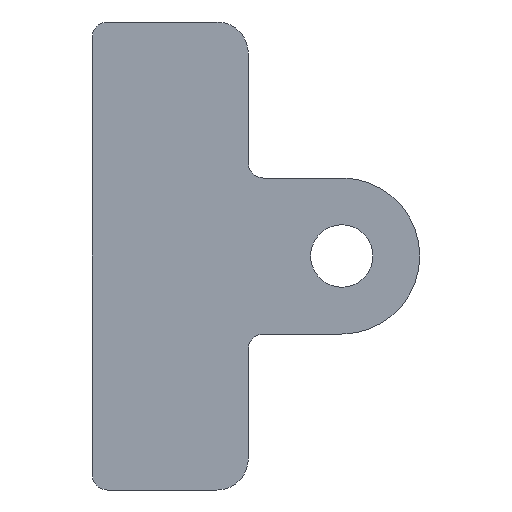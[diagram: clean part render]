
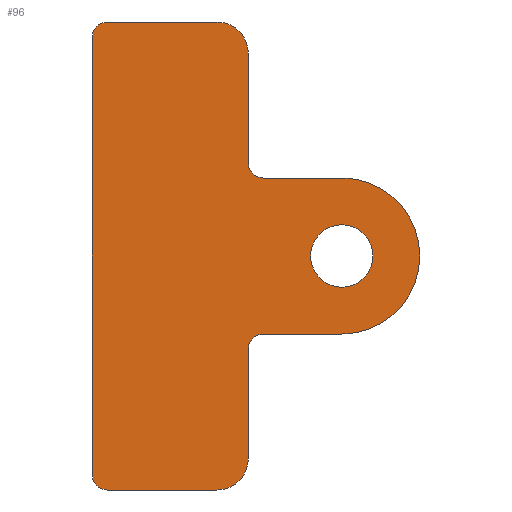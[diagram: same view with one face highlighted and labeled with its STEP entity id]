
A CAD part, front view. The second image highlights one B-rep face of the part: STEP entity #96.
In plain terms, the highlighted planar face has unit normal (0, -1, 0).
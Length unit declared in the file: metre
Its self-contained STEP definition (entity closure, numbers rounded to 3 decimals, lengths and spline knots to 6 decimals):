
#96=ADVANCED_FACE('1:1232',(#199,#200),#201,.F.);
#199=FACE_OUTER_BOUND('',#304,.T.);
#200=FACE_BOUND('',#305,.T.);
#201=PLANE('',#306);
#304=EDGE_LOOP('',(#524,#525,#526,#527,#528,#529,#530,#531,#532,#533,#534,#535,#536,#537,#538,#539,#540,#541,#542,#543,#544));
#305=EDGE_LOOP('',(#545,#546,#547));
#306=AXIS2_PLACEMENT_3D('',#548,#549,#550);
#524=ORIENTED_EDGE('',*,*,#669,.F.);
#525=ORIENTED_EDGE('',*,*,#689,.F.);
#526=ORIENTED_EDGE('',*,*,#695,.F.);
#527=ORIENTED_EDGE('',*,*,#664,.F.);
#528=ORIENTED_EDGE('',*,*,#713,.T.);
#529=ORIENTED_EDGE('',*,*,#718,.F.);
#530=ORIENTED_EDGE('',*,*,#654,.F.);
#531=ORIENTED_EDGE('',*,*,#723,.F.);
#532=ORIENTED_EDGE('',*,*,#724,.F.);
#533=ORIENTED_EDGE('',*,*,#644,.F.);
#534=ORIENTED_EDGE('',*,*,#725,.T.);
#535=ORIENTED_EDGE('',*,*,#726,.F.);
#536=ORIENTED_EDGE('',*,*,#639,.F.);
#537=ORIENTED_EDGE('',*,*,#727,.T.);
#538=ORIENTED_EDGE('',*,*,#647,.F.);
#539=ORIENTED_EDGE('',*,*,#728,.F.);
#540=ORIENTED_EDGE('',*,*,#720,.T.);
#541=ORIENTED_EDGE('',*,*,#657,.F.);
#542=ORIENTED_EDGE('',*,*,#716,.F.);
#543=ORIENTED_EDGE('',*,*,#729,.T.);
#544=ORIENTED_EDGE('',*,*,#691,.F.);
#545=ORIENTED_EDGE('',*,*,#730,.T.);
#546=ORIENTED_EDGE('',*,*,#634,.T.);
#547=ORIENTED_EDGE('',*,*,#731,.T.);
#548=CARTESIAN_POINT('',(-0.0775,-0.005,0.005));
#549=DIRECTION('',(-0.0,1.0,0.0));
#550=DIRECTION('',(1.0,0.0,0.0));
#634=EDGE_CURVE('',#747,#751,#753,.T.);
#639=EDGE_CURVE('1:1379',#760,#756,#762,.T.);
#644=EDGE_CURVE('1:1373',#769,#765,#771,.T.);
#647=EDGE_CURVE('',#773,#776,#777,.T.);
#654=EDGE_CURVE('1:1358',#787,#783,#789,.T.);
#657=EDGE_CURVE('',#791,#794,#795,.T.);
#664=EDGE_CURVE('1:1298',#805,#801,#807,.T.);
#669=EDGE_CURVE('1:1289',#814,#810,#816,.T.);
#689=EDGE_CURVE('1:1286',#844,#814,#846,.F.);
#691=EDGE_CURVE('',#810,#848,#849,.T.);
#695=EDGE_CURVE('',#801,#844,#854,.T.);
#713=EDGE_CURVE('1:1346',#805,#877,#879,.T.);
#716=EDGE_CURVE('1:1352',#881,#791,#883,.T.);
#718=EDGE_CURVE('',#783,#877,#885,.T.);
#720=EDGE_CURVE('1:1364',#887,#794,#888,.F.);
#723=EDGE_CURVE('1:1370',#891,#787,#892,.F.);
#724=EDGE_CURVE('',#765,#891,#893,.T.);
#725=EDGE_CURVE('1:1376',#769,#894,#895,.F.);
#726=EDGE_CURVE('',#756,#894,#896,.T.);
#727=EDGE_CURVE('1:1382',#760,#776,#897,.T.);
#728=EDGE_CURVE('1:1385',#887,#773,#898,.T.);
#729=EDGE_CURVE('1:1388',#881,#848,#899,.T.);
#730=EDGE_CURVE('1:1391',#900,#747,#901,.T.);
#731=EDGE_CURVE('',#751,#900,#902,.T.);
#747=VERTEX_POINT('',#918);
#751=VERTEX_POINT('',#923);
#753=CIRCLE('',#926,0.002);
#756=VERTEX_POINT('',#929);
#760=VERTEX_POINT('',#934);
#762=CIRCLE('',#937,0.005);
#765=VERTEX_POINT('',#940);
#769=VERTEX_POINT('',#945);
#771=CIRCLE('',#948,0.001);
#773=VERTEX_POINT('',#950);
#776=VERTEX_POINT('',#954);
#777=CIRCLE('',#955,0.001);
#783=VERTEX_POINT('',#962);
#787=VERTEX_POINT('',#967);
#789=CIRCLE('',#970,0.002);
#791=VERTEX_POINT('',#972);
#794=VERTEX_POINT('',#976);
#795=CIRCLE('',#977,0.002);
#801=VERTEX_POINT('',#984);
#805=VERTEX_POINT('',#989);
#807=CIRCLE('',#992,0.001);
#810=VERTEX_POINT('',#995);
#814=VERTEX_POINT('',#1000);
#816=CIRCLE('',#1003,0.001);
#844=VERTEX_POINT('',#1036);
#846=LINE('',#1039,#1040);
#848=VERTEX_POINT('',#1042);
#849=CIRCLE('',#1043,0.001);
#854=CIRCLE('',#1049,0.001);
#877=VERTEX_POINT('',#1078);
#879=LINE('',#1081,#1082);
#881=VERTEX_POINT('',#1084);
#883=CIRCLE('',#1087,0.002);
#885=CIRCLE('',#1089,0.002);
#887=VERTEX_POINT('',#1091);
#888=LINE('',#1092,#1093);
#891=VERTEX_POINT('',#1097);
#892=LINE('',#1098,#1099);
#893=CIRCLE('',#1100,0.001);
#894=VERTEX_POINT('',#1101);
#895=LINE('',#1102,#1103);
#896=CIRCLE('',#1104,0.005);
#897=LINE('',#1105,#1106);
#898=CIRCLE('',#1107,0.001);
#899=LINE('',#1108,#1109);
#900=VERTEX_POINT('',#1110);
#901=CIRCLE('',#1111,0.002);
#902=CIRCLE('',#1112,0.002);
#918=CARTESIAN_POINT('',(-0.077,-0.005,0.005));
#923=CARTESIAN_POINT('',(-0.073,-0.005,0.005));
#926=AXIS2_PLACEMENT_3D('',#1133,#1134,#1135);
#929=CARTESIAN_POINT('',(-0.07,-0.005,0.005));
#934=CARTESIAN_POINT('',(-0.075,-0.005,0.01));
#937=AXIS2_PLACEMENT_3D('',#1141,#1142,#1143);
#940=CARTESIAN_POINT('',(-0.080707,-0.005,-0.000293));
#945=CARTESIAN_POINT('',(-0.08,-0.005,0.0));
#948=AXIS2_PLACEMENT_3D('',#1149,#1150,#1151);
#950=CARTESIAN_POINT('',(-0.080707,-0.005,0.010293));
#954=CARTESIAN_POINT('',(-0.08,-0.005,0.01));
#955=AXIS2_PLACEMENT_3D('',#1153,#1154,#1155);
#962=CARTESIAN_POINT('',(-0.081586,-0.005,-0.009414));
#967=CARTESIAN_POINT('',(-0.081,-0.005,-0.008));
#970=AXIS2_PLACEMENT_3D('',#1165,#1166,#1167);
#972=CARTESIAN_POINT('',(-0.081586,-0.005,0.019414));
#976=CARTESIAN_POINT('',(-0.081,-0.005,0.018));
#977=AXIS2_PLACEMENT_3D('',#1169,#1170,#1171);
#984=CARTESIAN_POINT('',(-0.090707,-0.005,-0.009707));
#989=CARTESIAN_POINT('',(-0.09,-0.005,-0.01));
#992=AXIS2_PLACEMENT_3D('',#1181,#1182,#1183);
#995=CARTESIAN_POINT('',(-0.090707,-0.005,0.019707));
#1000=CARTESIAN_POINT('',(-0.091,-0.005,0.019));
#1003=AXIS2_PLACEMENT_3D('',#1189,#1190,#1191);
#1036=CARTESIAN_POINT('',(-0.091,-0.005,-0.009));
#1039=CARTESIAN_POINT('',(-0.091,-0.005,0.0075));
#1040=VECTOR('',#1222,1.0);
#1042=CARTESIAN_POINT('',(-0.09,-0.005,0.02));
#1043=AXIS2_PLACEMENT_3D('',#1223,#1224,#1225);
#1049=AXIS2_PLACEMENT_3D('',#1230,#1231,#1232);
#1078=CARTESIAN_POINT('',(-0.083,-0.005,-0.01));
#1081=CARTESIAN_POINT('',(-0.07825,-0.005,-0.01));
#1082=VECTOR('',#1264,1.0);
#1084=CARTESIAN_POINT('',(-0.083,-0.005,0.02));
#1087=AXIS2_PLACEMENT_3D('',#1266,#1267,#1268);
#1089=AXIS2_PLACEMENT_3D('',#1269,#1270,#1271);
#1091=CARTESIAN_POINT('',(-0.081,-0.005,0.011));
#1092=CARTESIAN_POINT('',(-0.081,-0.005,0.0075));
#1093=VECTOR('',#1272,1.0);
#1097=CARTESIAN_POINT('',(-0.081,-0.005,-0.001));
#1098=CARTESIAN_POINT('',(-0.081,-0.005,0.0025));
#1099=VECTOR('',#1274,1.0);
#1100=AXIS2_PLACEMENT_3D('',#1275,#1276,#1277);
#1101=CARTESIAN_POINT('',(-0.075,-0.005,0.));
#1102=CARTESIAN_POINT('',(-0.07825,-0.005,0.0));
#1103=VECTOR('',#1278,1.0);
#1104=AXIS2_PLACEMENT_3D('',#1279,#1280,#1281);
#1105=CARTESIAN_POINT('',(-0.075,-0.005,0.01));
#1106=VECTOR('',#1282,1.0);
#1107=AXIS2_PLACEMENT_3D('',#1283,#1284,#1285);
#1108=CARTESIAN_POINT('',(-0.07825,-0.005,0.02));
#1109=VECTOR('',#1286,1.0);
#1110=CARTESIAN_POINT('',(-0.075,-0.005,0.003));
#1111=AXIS2_PLACEMENT_3D('',#1287,#1288,#1289);
#1112=AXIS2_PLACEMENT_3D('',#1290,#1291,#1292);
#1133=CARTESIAN_POINT('',(-0.075,-0.005,0.005));
#1134=DIRECTION('',(0.0,1.0,0.0));
#1135=DIRECTION('',(-1.0,0.0,0.0));
#1141=CARTESIAN_POINT('',(-0.075,-0.005,0.005));
#1142=DIRECTION('',(0.0,1.0,0.0));
#1143=DIRECTION('',(-1.0,0.0,0.0));
#1149=CARTESIAN_POINT('',(-0.08,-0.005,-0.001));
#1150=DIRECTION('',(-0.0,-1.0,0.0));
#1151=DIRECTION('',(-0.707,0.0,0.707));
#1153=CARTESIAN_POINT('',(-0.08,-0.005,0.011));
#1154=DIRECTION('',(0.0,-1.0,-0.0));
#1155=DIRECTION('',(-0.707,0.0,-0.707));
#1165=CARTESIAN_POINT('',(-0.083,-0.005,-0.008));
#1166=DIRECTION('',(0.0,1.0,0.0));
#1167=DIRECTION('',(0.707,0.0,-0.707));
#1169=CARTESIAN_POINT('',(-0.083,-0.005,0.018));
#1170=DIRECTION('',(-0.0,1.0,0.0));
#1171=DIRECTION('',(0.707,0.0,0.707));
#1181=CARTESIAN_POINT('',(-0.09,-0.005,-0.009));
#1182=DIRECTION('',(0.0,1.0,0.0));
#1183=DIRECTION('',(-0.707,0.0,-0.707));
#1189=CARTESIAN_POINT('',(-0.09,-0.005,0.019));
#1190=DIRECTION('',(0.0,1.0,-0.0));
#1191=DIRECTION('',(-0.707,0.0,0.707));
#1222=DIRECTION('',(0.0,0.0,-1.0));
#1223=CARTESIAN_POINT('',(-0.09,-0.005,0.019));
#1224=DIRECTION('',(0.0,1.0,-0.0));
#1225=DIRECTION('',(-0.707,0.0,0.707));
#1230=CARTESIAN_POINT('',(-0.09,-0.005,-0.009));
#1231=DIRECTION('',(0.0,1.0,0.0));
#1232=DIRECTION('',(-0.707,0.0,-0.707));
#1264=DIRECTION('',(1.0,0.0,0.0));
#1266=CARTESIAN_POINT('',(-0.083,-0.005,0.018));
#1267=DIRECTION('',(-0.0,1.0,0.0));
#1268=DIRECTION('',(0.707,0.0,0.707));
#1269=CARTESIAN_POINT('',(-0.083,-0.005,-0.008));
#1270=DIRECTION('',(0.0,1.0,0.0));
#1271=DIRECTION('',(0.707,0.0,-0.707));
#1272=DIRECTION('',(0.0,0.0,-1.0));
#1274=DIRECTION('',(0.0,-0.0,1.0));
#1275=CARTESIAN_POINT('',(-0.08,-0.005,-0.001));
#1276=DIRECTION('',(-0.0,-1.0,0.0));
#1277=DIRECTION('',(-0.707,0.0,0.707));
#1278=DIRECTION('',(-1.0,-0.0,0.0));
#1279=CARTESIAN_POINT('',(-0.075,-0.005,0.005));
#1280=DIRECTION('',(0.0,1.0,0.0));
#1281=DIRECTION('',(-1.0,0.0,0.0));
#1282=DIRECTION('',(-1.0,0.0,0.0));
#1283=CARTESIAN_POINT('',(-0.08,-0.005,0.011));
#1284=DIRECTION('',(0.0,-1.0,-0.0));
#1285=DIRECTION('',(-0.707,0.0,-0.707));
#1286=DIRECTION('',(-1.0,0.0,-0.0));
#1287=CARTESIAN_POINT('',(-0.075,-0.005,0.005));
#1288=DIRECTION('',(0.0,1.0,0.0));
#1289=DIRECTION('',(-1.0,0.0,0.0));
#1290=CARTESIAN_POINT('',(-0.075,-0.005,0.005));
#1291=DIRECTION('',(0.0,1.0,0.0));
#1292=DIRECTION('',(-1.0,0.0,0.0));
